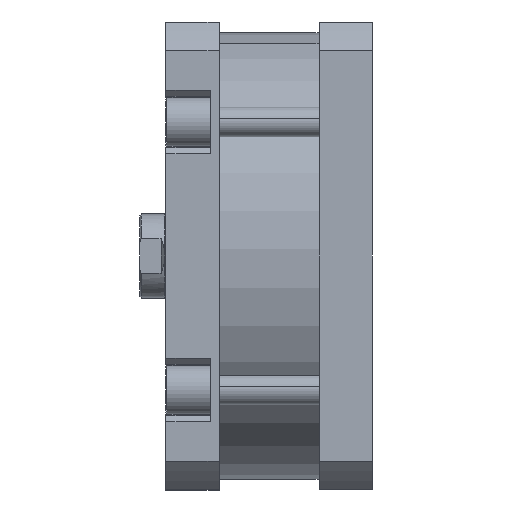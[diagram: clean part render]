
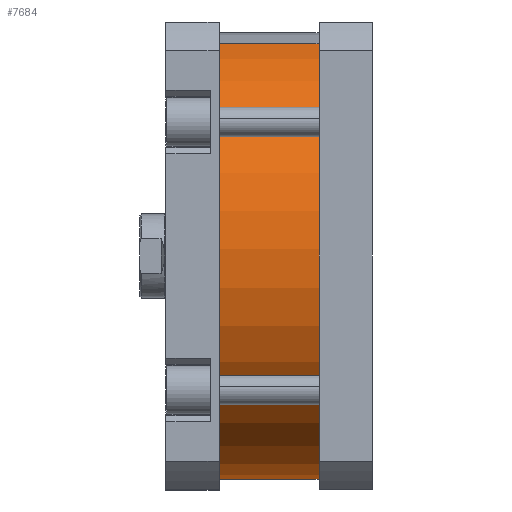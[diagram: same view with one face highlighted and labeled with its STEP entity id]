
A CAD part, front view. The second image highlights one B-rep face of the part: STEP entity #7684.
In plain terms, the highlighted cylindrical face has radius 105 mm (diameter 210 mm), a partial arc.
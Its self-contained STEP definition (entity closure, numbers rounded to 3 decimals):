
#201 = DIRECTION ( 'NONE',  ( 0., 0., -1. ) ) ;
#206 = DIRECTION ( 'NONE',  ( 0., 0., -1. ) ) ;
#231 = CARTESIAN_POINT ( 'NONE',  ( -105., 0., 0. ) ) ;
#356 = CARTESIAN_POINT ( 'NONE',  ( 0., 0., 47. ) ) ;
#381 = CARTESIAN_POINT ( 'NONE',  ( 0., 0., 0. ) ) ;
#390 = DIRECTION ( 'NONE',  ( 0., 0., 1. ) ) ;
#445 = CARTESIAN_POINT ( 'NONE',  ( 105., 0., 0. ) ) ;
#587 = DIRECTION ( 'NONE',  ( 0., 0., 1. ) ) ;
#699 = DIRECTION ( 'NONE',  ( 1., 0., 0. ) ) ;
#836 = CARTESIAN_POINT ( 'NONE',  ( 105., 0., 47. ) ) ;
#867 = CARTESIAN_POINT ( 'NONE',  ( -105., 0., 47. ) ) ;
#905 = DIRECTION ( 'NONE',  ( 1., 0., 0. ) ) ;
#930 = CARTESIAN_POINT ( 'NONE',  ( -105., 0., 47. ) ) ;
#945 = CARTESIAN_POINT ( 'NONE',  ( 105., 0., 47. ) ) ;
#1977 = FACE_OUTER_BOUND ( 'NONE', #7184, .T. ) ;
#1984 = CYLINDRICAL_SURFACE ( 'NONE', #6895, 105. ) ;
#2272 = DIRECTION ( 'NONE',  ( 0., 0., -1. ) ) ;
#2275 = DIRECTION ( 'NONE',  ( -1., 0., 0. ) ) ;
#2283 = CARTESIAN_POINT ( 'NONE',  ( 0., 0., 47. ) ) ;
#2856 = EDGE_CURVE ( 'NONE', #4392, #4393, #5049, .T. ) ;
#2868 = EDGE_CURVE ( 'NONE', #4268, #4337, #5071, .T. ) ;
#2880 = EDGE_CURVE ( 'NONE', #4392, #4268, #5094, .T. ) ;
#2892 = EDGE_CURVE ( 'NONE', #4393, #4337, #5111, .T. ) ;
#4268 = VERTEX_POINT ( 'NONE', #945 ) ;
#4337 = VERTEX_POINT ( 'NONE', #445 ) ;
#4392 = VERTEX_POINT ( 'NONE', #930 ) ;
#4393 = VERTEX_POINT ( 'NONE', #231 ) ;
#5049 = LINE ( 'NONE', #867, #5054 ) ;
#5054 = VECTOR ( 'NONE', #201, 1000. ) ;
#5071 = LINE ( 'NONE', #836, #5076 ) ;
#5076 = VECTOR ( 'NONE', #206, 1000. ) ;
#5094 = CIRCLE ( 'NONE', #6545, 105. ) ;
#5111 = CIRCLE ( 'NONE', #6554, 105. ) ;
#5707 = ORIENTED_EDGE ( 'NONE', *, *, #2868, .F. ) ;
#5811 = ORIENTED_EDGE ( 'NONE', *, *, #2880, .F. ) ;
#5875 = ORIENTED_EDGE ( 'NONE', *, *, #2856, .T. ) ;
#6025 = ORIENTED_EDGE ( 'NONE', *, *, #2892, .T. ) ;
#6545 = AXIS2_PLACEMENT_3D ( 'NONE', #356, #390, #699 ) ;
#6554 = AXIS2_PLACEMENT_3D ( 'NONE', #381, #587, #905 ) ;
#6895 = AXIS2_PLACEMENT_3D ( 'NONE', #2283, #2272, #2275 ) ;
#7184 = EDGE_LOOP ( 'NONE', ( #5707, #5811, #5875, #6025 ) ) ;
#7684 = ADVANCED_FACE ( 'NONE', ( #1977 ), #1984, .T. ) ;
